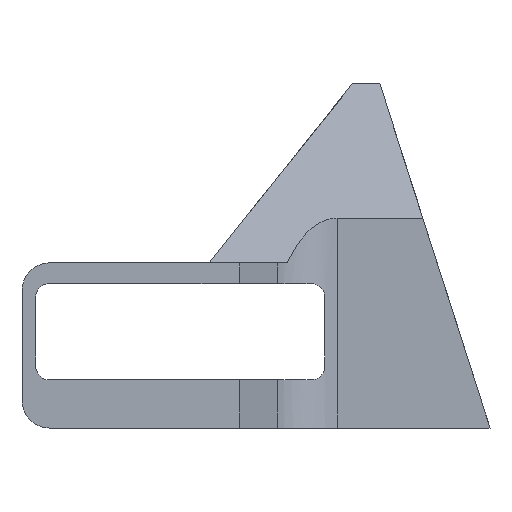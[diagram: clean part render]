
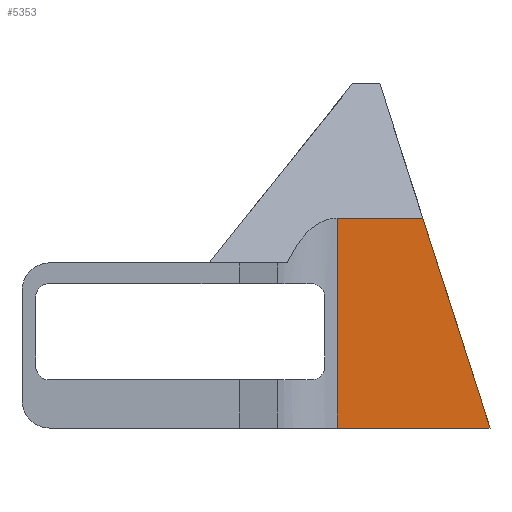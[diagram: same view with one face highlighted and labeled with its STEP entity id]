
A CAD part, left-side view. The second image highlights one B-rep face of the part: STEP entity #5353.
In plain terms, the highlighted planar face has unit normal (-1, 0, 0).
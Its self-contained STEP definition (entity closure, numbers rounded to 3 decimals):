
#636 = PLANE('',#637);
#637 = AXIS2_PLACEMENT_3D('',#638,#639,#640);
#638 = CARTESIAN_POINT('',(-24.,16.,0.));
#639 = DIRECTION('',(0.902,0.,-0.433));
#640 = DIRECTION('',(0.433,0.,0.902));
#1092 = CYLINDRICAL_SURFACE('',#1093,5.);
#1093 = AXIS2_PLACEMENT_3D('',#1094,#1095,#1096);
#1094 = CARTESIAN_POINT('',(-21.679,-2.887,-1.));
#1095 = DIRECTION('',(0.,0.,1.));
#1096 = DIRECTION('',(0.5,0.866,0.));
#1860 = PLANE('',#1861);
#1861 = AXIS2_PLACEMENT_3D('',#1862,#1863,#1864);
#1862 = CARTESIAN_POINT('',(0.,2.,0.));
#1863 = DIRECTION('',(0.,0.,-1.));
#1864 = DIRECTION('',(0.,-1.,0.));
#1895 = PLANE('',#1896);
#1896 = AXIS2_PLACEMENT_3D('',#1897,#1898,#1899);
#1897 = CARTESIAN_POINT('',(-24.,-14.,0.));
#1898 = DIRECTION('',(0.,-0.952,0.305));
#1899 = DIRECTION('',(0.,0.305,0.952));
#2158 = VERTEX_POINT('',#2159);
#2159 = CARTESIAN_POINT('',(-16.679,-9.12,
    15.251));
#2182 = EDGE_CURVE('',#2158,#2183,#2185,.T.);
#2183 = VERTEX_POINT('',#2184);
#2184 = CARTESIAN_POINT('',(-16.679,-2.887,
    15.251));
#2185 = SURFACE_CURVE('',#2186,(#2190,#2197),.PCURVE_S1.);
#2186 = LINE('',#2187,#2188);
#2187 = CARTESIAN_POINT('',(-16.679,-2.,15.251));
#2188 = VECTOR('',#2189,1.);
#2189 = DIRECTION('',(0.,1.,0.));
#2190 = PCURVE('',#636,#2191);
#2191 = DEFINITIONAL_REPRESENTATION('',(#2192),#2196);
#2192 = LINE('',#2193,#2194);
#2193 = CARTESIAN_POINT('',(16.917,18.));
#2194 = VECTOR('',#2195,1.);
#2195 = DIRECTION('',(0.,-1.));
#2196 = ( GEOMETRIC_REPRESENTATION_CONTEXT(2) 
PARAMETRIC_REPRESENTATION_CONTEXT() REPRESENTATION_CONTEXT('2D SPACE',''
  ) );
#2197 = PCURVE('',#2198,#2203);
#2198 = PLANE('',#2199);
#2199 = AXIS2_PLACEMENT_3D('',#2200,#2201,#2202);
#2200 = CARTESIAN_POINT('',(-16.679,-20.,-1.));
#2201 = DIRECTION('',(-1.,0.,0.));
#2202 = DIRECTION('',(0.,1.,0.));
#2203 = DEFINITIONAL_REPRESENTATION('',(#2204),#2208);
#2204 = LINE('',#2205,#2206);
#2205 = CARTESIAN_POINT('',(18.,-16.251));
#2206 = VECTOR('',#2207,1.);
#2207 = DIRECTION('',(1.,0.));
#2208 = ( GEOMETRIC_REPRESENTATION_CONTEXT(2) 
PARAMETRIC_REPRESENTATION_CONTEXT() REPRESENTATION_CONTEXT('2D SPACE',''
  ) );
#3231 = EDGE_CURVE('',#3232,#2183,#3234,.T.);
#3232 = VERTEX_POINT('',#3233);
#3233 = CARTESIAN_POINT('',(-16.679,-2.887,0.));
#3234 = SURFACE_CURVE('',#3235,(#3239,#3246),.PCURVE_S1.);
#3235 = LINE('',#3236,#3237);
#3236 = CARTESIAN_POINT('',(-16.679,-2.887,-1.));
#3237 = VECTOR('',#3238,1.);
#3238 = DIRECTION('',(0.,0.,1.));
#3239 = PCURVE('',#1092,#3240);
#3240 = DEFINITIONAL_REPRESENTATION('',(#3241),#3245);
#3241 = LINE('',#3242,#3243);
#3242 = CARTESIAN_POINT('',(5.236,0.));
#3243 = VECTOR('',#3244,1.);
#3244 = DIRECTION('',(-0.,1.));
#3245 = ( GEOMETRIC_REPRESENTATION_CONTEXT(2) 
PARAMETRIC_REPRESENTATION_CONTEXT() REPRESENTATION_CONTEXT('2D SPACE',''
  ) );
#3246 = PCURVE('',#2198,#3247);
#3247 = DEFINITIONAL_REPRESENTATION('',(#3248),#3252);
#3248 = LINE('',#3249,#3250);
#3249 = CARTESIAN_POINT('',(17.113,0.));
#3250 = VECTOR('',#3251,1.);
#3251 = DIRECTION('',(0.,-1.));
#3252 = ( GEOMETRIC_REPRESENTATION_CONTEXT(2) 
PARAMETRIC_REPRESENTATION_CONTEXT() REPRESENTATION_CONTEXT('2D SPACE',''
  ) );
#5098 = VERTEX_POINT('',#5099);
#5099 = CARTESIAN_POINT('',(-16.679,-14.,0.));
#5120 = EDGE_CURVE('',#5098,#3232,#5121,.T.);
#5121 = SURFACE_CURVE('',#5122,(#5126,#5133),.PCURVE_S1.);
#5122 = LINE('',#5123,#5124);
#5123 = CARTESIAN_POINT('',(-16.679,-9.,0.));
#5124 = VECTOR('',#5125,1.);
#5125 = DIRECTION('',(0.,1.,0.));
#5126 = PCURVE('',#1860,#5127);
#5127 = DEFINITIONAL_REPRESENTATION('',(#5128),#5132);
#5128 = LINE('',#5129,#5130);
#5129 = CARTESIAN_POINT('',(11.,16.679));
#5130 = VECTOR('',#5131,1.);
#5131 = DIRECTION('',(-1.,0.));
#5132 = ( GEOMETRIC_REPRESENTATION_CONTEXT(2) 
PARAMETRIC_REPRESENTATION_CONTEXT() REPRESENTATION_CONTEXT('2D SPACE',''
  ) );
#5133 = PCURVE('',#2198,#5134);
#5134 = DEFINITIONAL_REPRESENTATION('',(#5135),#5139);
#5135 = LINE('',#5136,#5137);
#5136 = CARTESIAN_POINT('',(11.,-1.));
#5137 = VECTOR('',#5138,1.);
#5138 = DIRECTION('',(1.,0.));
#5139 = ( GEOMETRIC_REPRESENTATION_CONTEXT(2) 
PARAMETRIC_REPRESENTATION_CONTEXT() REPRESENTATION_CONTEXT('2D SPACE',''
  ) );
#5216 = EDGE_CURVE('',#2158,#5098,#5217,.T.);
#5217 = SURFACE_CURVE('',#5218,(#5222,#5229),.PCURVE_S1.);
#5218 = LINE('',#5219,#5220);
#5219 = CARTESIAN_POINT('',(-16.679,-14.424,
    -1.324));
#5220 = VECTOR('',#5221,1.);
#5221 = DIRECTION('',(0.,-0.305,-0.952));
#5222 = PCURVE('',#1895,#5223);
#5223 = DEFINITIONAL_REPRESENTATION('',(#5224),#5228);
#5224 = LINE('',#5225,#5226);
#5225 = CARTESIAN_POINT('',(-1.391,-7.321));
#5226 = VECTOR('',#5227,1.);
#5227 = DIRECTION('',(-1.,0.));
#5228 = ( GEOMETRIC_REPRESENTATION_CONTEXT(2) 
PARAMETRIC_REPRESENTATION_CONTEXT() REPRESENTATION_CONTEXT('2D SPACE',''
  ) );
#5229 = PCURVE('',#2198,#5230);
#5230 = DEFINITIONAL_REPRESENTATION('',(#5231),#5235);
#5231 = LINE('',#5232,#5233);
#5232 = CARTESIAN_POINT('',(5.576,0.324));
#5233 = VECTOR('',#5234,1.);
#5234 = DIRECTION('',(-0.305,0.952));
#5235 = ( GEOMETRIC_REPRESENTATION_CONTEXT(2) 
PARAMETRIC_REPRESENTATION_CONTEXT() REPRESENTATION_CONTEXT('2D SPACE',''
  ) );
#5353 = ADVANCED_FACE('',(#5354),#2198,.T.);
#5354 = FACE_BOUND('',#5355,.T.);
#5355 = EDGE_LOOP('',(#5356,#5357,#5358,#5359));
#5356 = ORIENTED_EDGE('',*,*,#3231,.F.);
#5357 = ORIENTED_EDGE('',*,*,#5120,.F.);
#5358 = ORIENTED_EDGE('',*,*,#5216,.F.);
#5359 = ORIENTED_EDGE('',*,*,#2182,.T.);
